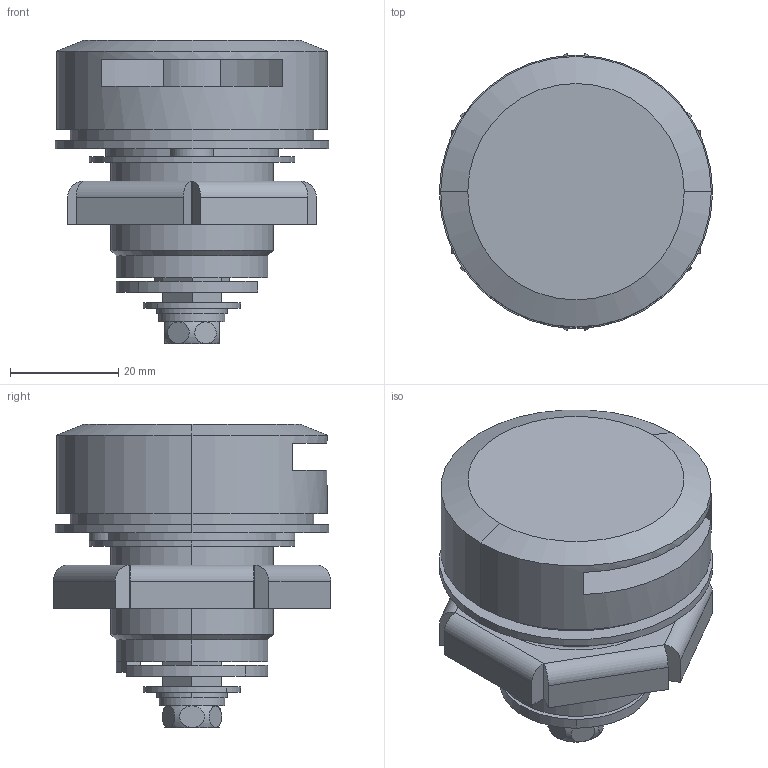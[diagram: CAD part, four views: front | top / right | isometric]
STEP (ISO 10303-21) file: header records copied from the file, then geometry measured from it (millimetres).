
FILE_DESCRIPTION (( 'STEP AP203' ), '1' );
FILE_NAME ('sone3D.STEP', '2014-05-30T06:27:52', ( '' ), ( '' ), 'SwSTEP 2.0', 'SolidWorks 2012', '' );
FILE_SCHEMA (( 'CONFIG_CONTROL_DESIGN' ));
Length unit declared in the file: millimetre
Products named in the file (12): A-1310-2僗儁乕僒乕_; A-1310-2僗僩僢僷乕_; A-1310-2パッキン_; A-1310-2受座_; A-1310-2本体_; A-1310-2平ワッシャー_; A-1310-2六角ナット_; M6ボルト_; 暯儚僢僔儍乕M6暲娵_M6-冇13亊冇6.5亊t1(儈僈僉); 廫帤寠晅偒榋妏儃儖僩M6_M6亊14; スプリングワッシャーM6_JIS B 1251 No.2 6; sone3D
Assembly tree (11 placements, depth 3):
  sone3D
    A-1310-2本体_
    A-1310-2受座_
    A-1310-2パッキン_
    A-1310-2僗僩僢僷乕_
    A-1310-2僗儁乕僒乕_
    M6ボルト_
      廫帤寠晅偒榋妏儃儖僩M6_M6亊14
      スプリングワッシャーM6_JIS B 1251 No.2 6
      暯儚僢僔儍乕M6暲娵_M6-冇13亊冇6.5亊t1(儈僈僉)
    A-1310-2六角ナット_
    A-1310-2平ワッシャー_
Bounding box: 50.5 x 51.28 x 56 mm (x, y, z)
Volume: 55358.5 mm3; surface area: 30984.2 mm2
Topology: 11 solids, 11 shells, 211 faces, 467 edges, 293 vertices
Faces by surface type: plane 109, cylinder 82, torus 12, cone 8
Entity records: 7433 total; most frequent: CARTESIAN_POINT 1320, DIRECTION 1099, ORIENTED_EDGE 930, EDGE_CURVE 465, AXIS2_PLACEMENT_3D 420, VERTEX_POINT 293, VECTOR 259, LINE 259
